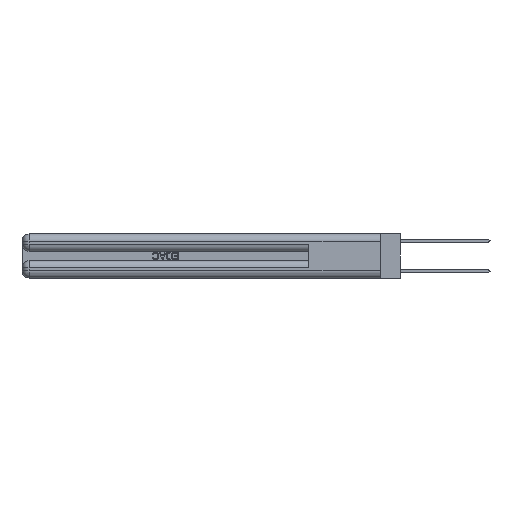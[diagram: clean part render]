
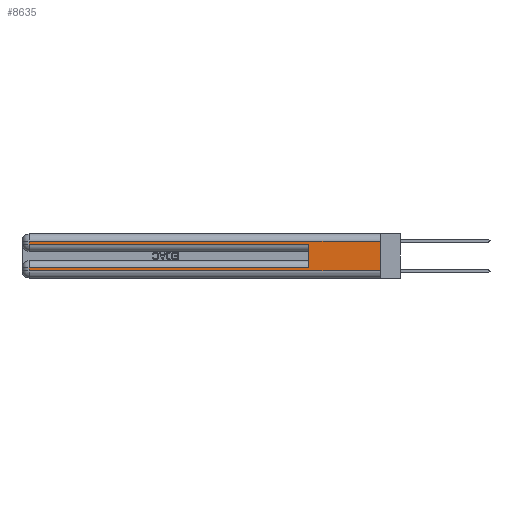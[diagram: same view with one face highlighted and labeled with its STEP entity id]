
A CAD part, left-side view. The second image highlights one B-rep face of the part: STEP entity #8635.
In plain terms, the highlighted planar face has unit normal (-1, 0, 0).
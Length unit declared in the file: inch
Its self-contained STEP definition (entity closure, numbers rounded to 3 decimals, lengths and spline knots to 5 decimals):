
#728 = DIRECTION ( 'NONE',  ( 0., 0., 1. ) ) ;
#798 = VERTEX_POINT ( 'NONE', #27728 ) ;
#1270 = ORIENTED_EDGE ( 'NONE', *, *, #16880, .T. ) ;
#1587 = LINE ( 'NONE', #5722, #21020 ) ;
#2003 = VECTOR ( 'NONE', #9610, 39.37008 ) ;
#2807 = LINE ( 'NONE', #22200, #2003 ) ;
#3382 = LINE ( 'NONE', #18711, #28703 ) ;
#4256 = LINE ( 'NONE', #28022, #30350 ) ;
#4672 = PLANE ( 'NONE',  #7919 ) ;
#4971 = VECTOR ( 'NONE', #31009, 39.37008 ) ;
#5722 = CARTESIAN_POINT ( 'NONE',  ( 0., 0., 0.285 ) ) ;
#6557 = EDGE_CURVE ( 'NONE', #7891, #8793, #3382, .T. ) ;
#7135 = EDGE_CURVE ( 'NONE', #7913, #29872, #31421, .T. ) ;
#7210 = DIRECTION ( 'NONE',  ( 1., 0., 0. ) ) ;
#7891 = VERTEX_POINT ( 'NONE', #24627 ) ;
#7913 = VERTEX_POINT ( 'NONE', #19846 ) ;
#7919 = AXIS2_PLACEMENT_3D ( 'NONE', #14741, #7210, #24940 ) ;
#8635 = ADVANCED_FACE ( 'NONE', ( #12767 ), #4672, .F. ) ;
#8793 = VERTEX_POINT ( 'NONE', #10324 ) ;
#8870 = ORIENTED_EDGE ( 'NONE', *, *, #9369, .T. ) ;
#9143 = LINE ( 'NONE', #15026, #23398 ) ;
#9369 = EDGE_CURVE ( 'NONE', #27052, #24745, #9143, .T. ) ;
#9610 = DIRECTION ( 'NONE',  ( 0., 0., -1. ) ) ;
#9666 = ORIENTED_EDGE ( 'NONE', *, *, #31430, .T. ) ;
#10324 = CARTESIAN_POINT ( 'NONE',  ( 0., 0., 0.06 ) ) ;
#10406 = VERTEX_POINT ( 'NONE', #16643 ) ;
#11275 = LINE ( 'NONE', #19809, #30606 ) ;
#11291 = EDGE_LOOP ( 'NONE', ( #21492, #1270, #24556, #13896, #14517, #9666, #8870, #25098 ) ) ;
#12767 = FACE_OUTER_BOUND ( 'NONE', #11291, .T. ) ;
#13896 = ORIENTED_EDGE ( 'NONE', *, *, #21770, .T. ) ;
#14517 = ORIENTED_EDGE ( 'NONE', *, *, #7135, .F. ) ;
#14741 = CARTESIAN_POINT ( 'NONE',  ( 0., 0., 0.37 ) ) ;
#15026 = CARTESIAN_POINT ( 'NONE',  ( 0., 2.94, 0.37 ) ) ;
#15934 = CARTESIAN_POINT ( 'NONE',  ( 0., 0.6, 0.145 ) ) ;
#16643 = CARTESIAN_POINT ( 'NONE',  ( 0., 2.94, 0.31 ) ) ;
#16880 = EDGE_CURVE ( 'NONE', #7891, #10406, #25177, .T. ) ;
#17273 = DIRECTION ( 'NONE',  ( 0., -1., 0. ) ) ;
#17584 = EDGE_CURVE ( 'NONE', #24745, #8793, #11275, .T. ) ;
#17967 = VECTOR ( 'NONE', #728, 39.37008 ) ;
#18711 = CARTESIAN_POINT ( 'NONE',  ( 0., 0., 0.37 ) ) ;
#19809 = CARTESIAN_POINT ( 'NONE',  ( 0., 0., 0.06 ) ) ;
#19846 = CARTESIAN_POINT ( 'NONE',  ( 0., 0.6, 0.085 ) ) ;
#20962 = CARTESIAN_POINT ( 'NONE',  ( 0., 0., 0.31 ) ) ;
#21020 = VECTOR ( 'NONE', #23192, 39.37008 ) ;
#21492 = ORIENTED_EDGE ( 'NONE', *, *, #6557, .F. ) ;
#21534 = EDGE_CURVE ( 'NONE', #10406, #798, #2807, .T. ) ;
#21770 = EDGE_CURVE ( 'NONE', #798, #29872, #1587, .T. ) ;
#21916 = CARTESIAN_POINT ( 'NONE',  ( 0., 0.6, 0.285 ) ) ;
#22200 = CARTESIAN_POINT ( 'NONE',  ( 0., 2.94, 0.37 ) ) ;
#23192 = DIRECTION ( 'NONE',  ( 0., -1., 0. ) ) ;
#23398 = VECTOR ( 'NONE', #32676, 39.37008 ) ;
#24556 = ORIENTED_EDGE ( 'NONE', *, *, #21534, .T. ) ;
#24627 = CARTESIAN_POINT ( 'NONE',  ( 0., 0., 0.31 ) ) ;
#24745 = VERTEX_POINT ( 'NONE', #25502 ) ;
#24940 = DIRECTION ( 'NONE',  ( 0., 0., -1. ) ) ;
#25098 = ORIENTED_EDGE ( 'NONE', *, *, #17584, .T. ) ;
#25177 = LINE ( 'NONE', #20962, #4971 ) ;
#25502 = CARTESIAN_POINT ( 'NONE',  ( 0., 2.94, 0.06 ) ) ;
#26570 = CARTESIAN_POINT ( 'NONE',  ( 0., 2.94, 0.085 ) ) ;
#27052 = VERTEX_POINT ( 'NONE', #26570 ) ;
#27728 = CARTESIAN_POINT ( 'NONE',  ( 0., 2.94, 0.285 ) ) ;
#28022 = CARTESIAN_POINT ( 'NONE',  ( 0., 0., 0.085 ) ) ;
#28703 = VECTOR ( 'NONE', #31415, 39.37008 ) ;
#29872 = VERTEX_POINT ( 'NONE', #21916 ) ;
#30350 = VECTOR ( 'NONE', #30537, 39.37008 ) ;
#30537 = DIRECTION ( 'NONE',  ( 0., 1., 0. ) ) ;
#30606 = VECTOR ( 'NONE', #17273, 39.37008 ) ;
#31009 = DIRECTION ( 'NONE',  ( 0., 1., 0. ) ) ;
#31415 = DIRECTION ( 'NONE',  ( 0., 0., -1. ) ) ;
#31421 = LINE ( 'NONE', #15934, #17967 ) ;
#31430 = EDGE_CURVE ( 'NONE', #7913, #27052, #4256, .T. ) ;
#32676 = DIRECTION ( 'NONE',  ( 0., 0., -1. ) ) ;
